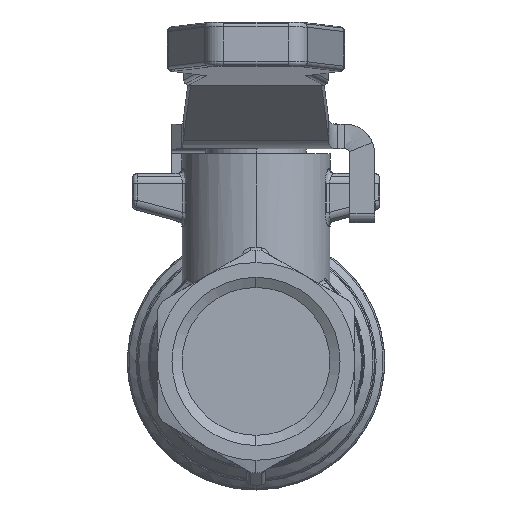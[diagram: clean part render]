
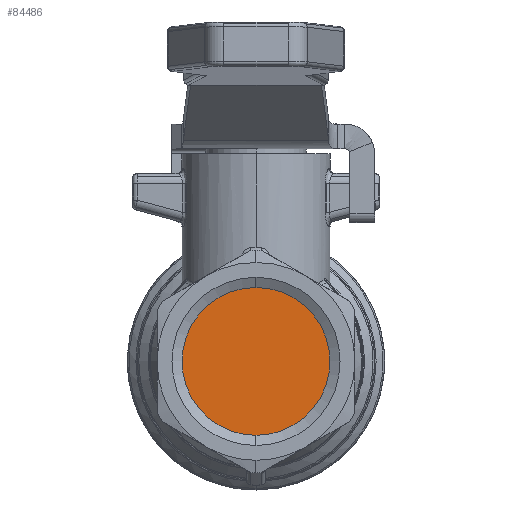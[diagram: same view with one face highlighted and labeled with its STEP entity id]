
A CAD part, left-side view. The second image highlights one B-rep face of the part: STEP entity #84486.
In plain terms, the highlighted planar face has unit normal (-1, 0, 0).
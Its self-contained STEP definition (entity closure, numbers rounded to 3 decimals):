
#10755=CARTESIAN_POINT('',(-10.5,-0.,-7.475));
#10756=VERTEX_POINT('',#10755);
#10780=CARTESIAN_POINT('',(-10.5,0.,0.));
#10781=DIRECTION('',(1.,0.,0.));
#10782=DIRECTION('',(0.,0.,-1.));
#10783=AXIS2_PLACEMENT_3D('',#10780,#10781,#10782);
#10784=CIRCLE('',#10783,7.475);
#10785=EDGE_CURVE('',#10756,#10756,#10784,.T.);
#84478=CARTESIAN_POINT('',(-10.5,5.988,0.));
#84479=DIRECTION('',(1.,0.,0.));
#84480=DIRECTION('',(0.,1.,0.));
#84481=AXIS2_PLACEMENT_3D('',#84478,#84479,#84480);
#84482=PLANE('',#84481);
#84483=ORIENTED_EDGE('',*,*,#10785,.F.);
#84484=EDGE_LOOP('',(#84483));
#84485=FACE_BOUND('',#84484,.T.);
#84486=ADVANCED_FACE('',(#84485),#84482,.F.);
